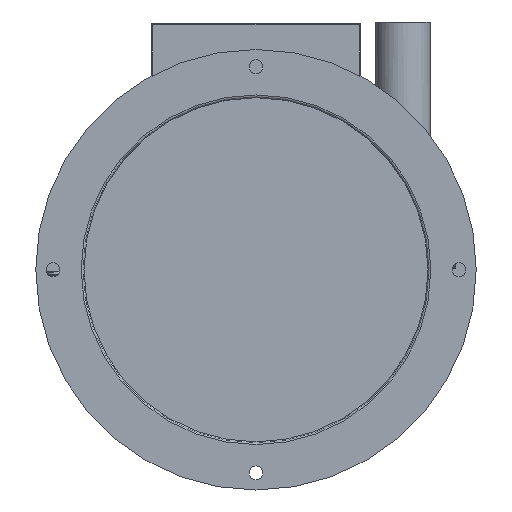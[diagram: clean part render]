
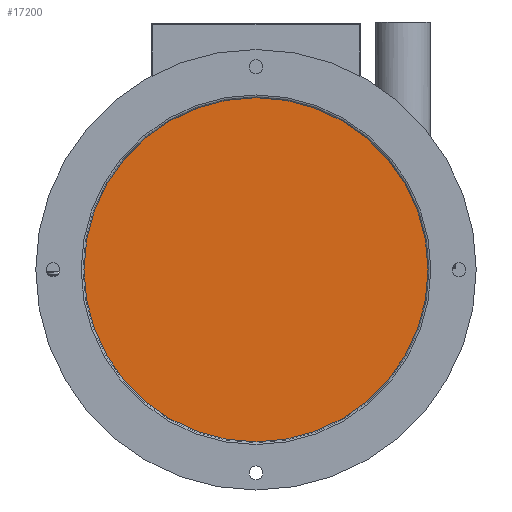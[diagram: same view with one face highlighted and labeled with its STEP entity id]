
A CAD part, front view. The second image highlights one B-rep face of the part: STEP entity #17200.
In plain terms, the highlighted planar face has unit normal (0, -1, 0).
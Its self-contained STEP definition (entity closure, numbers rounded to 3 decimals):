
#4172=FACE_OUTER_BOUND('',#5107,.T.);
#5107=EDGE_LOOP('',(#11797,#11798));
#6345=CIRCLE('',#18159,125.);
#6346=CIRCLE('',#18160,125.);
#7520=VERTEX_POINT('',#25089);
#7521=VERTEX_POINT('',#25090);
#9180=EDGE_CURVE('',#7520,#7521,#6345,.T.);
#9181=EDGE_CURVE('',#7521,#7520,#6346,.T.);
#11797=ORIENTED_EDGE('',*,*,#9180,.F.);
#11798=ORIENTED_EDGE('',*,*,#9181,.F.);
#17030=PLANE('',#18158);
#17200=ADVANCED_FACE('',(#4172),#17030,.F.);
#18158=AXIS2_PLACEMENT_3D('',#25088,#20149,#20150);
#18159=AXIS2_PLACEMENT_3D('',#25091,#20151,#20152);
#18160=AXIS2_PLACEMENT_3D('',#25092,#20153,#20154);
#20149=DIRECTION('center_axis',(0.,1.,0.));
#20150=DIRECTION('ref_axis',(0.,0.,1.));
#20151=DIRECTION('center_axis',(0.,1.,0.));
#20152=DIRECTION('ref_axis',(1.,0.,0.));
#20153=DIRECTION('center_axis',(0.,1.,0.));
#20154=DIRECTION('ref_axis',(1.,0.,0.));
#25088=CARTESIAN_POINT('Origin',(0.,2.,0.));
#25089=CARTESIAN_POINT('',(-125.,2.,0.));
#25090=CARTESIAN_POINT('',(0.,2.,-125.));
#25091=CARTESIAN_POINT('Origin',(0.,2.,0.));
#25092=CARTESIAN_POINT('Origin',(0.,2.,0.));
